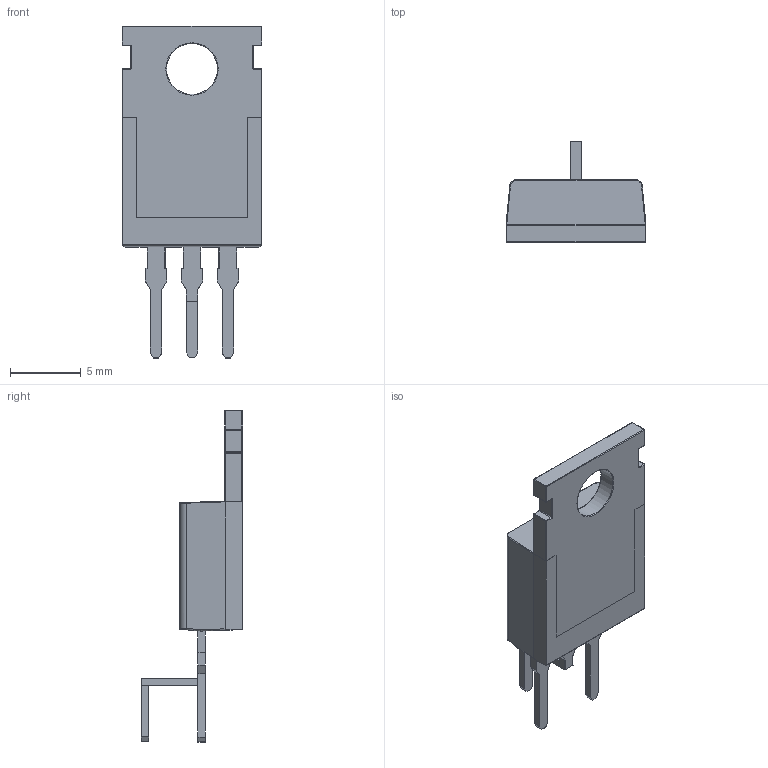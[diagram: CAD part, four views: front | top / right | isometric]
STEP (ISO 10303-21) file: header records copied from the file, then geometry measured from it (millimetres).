
FILE_DESCRIPTION(/* description */ ('STEP AP214'),/* implementation_level */ '2;1');
FILE_NAME(/* name */ 'User Library-TO220-A PCB ga.stp',/* time_stamp */ '2024-09-18T09:28:12-03:00',/* author */ ('Electromecánica_PC10'),/* organization */ (''),/* preprocessor_version */ 'ST-DEVELOPER v18',/* originating_system */ 'Autodesk Inventor 2020',/* authorisation */ '');
FILE_SCHEMA (('AUTOMOTIVE_DESIGN { 1 0 10303 214 3 1 1 }'));
Length unit declared in the file: millimetre
Products named in the file (1): User Library-TO220-A PCB ga
Bounding box: 9.9 x 7.17 x 23.49 mm (x, y, z)
Volume: 470.5 mm3; surface area: 727 mm2
Topology: 2 solids, 2 shells, 548 faces, 1346 edges, 768 vertices
Faces by surface type: plane 239, cylinder 170, sphere 66, bspline 37, torus 36
Full cylindrical faces by diameter (mm): 3.6 x1
Entity records: 17940 total; most frequent: CARTESIAN_POINT 4857, DIRECTION 2611, ORIENTED_EDGE 2574, EDGE_CURVE 1287, AXIS2_PLACEMENT_3D 892, LINE 827, VECTOR 827, VERTEX_POINT 768
